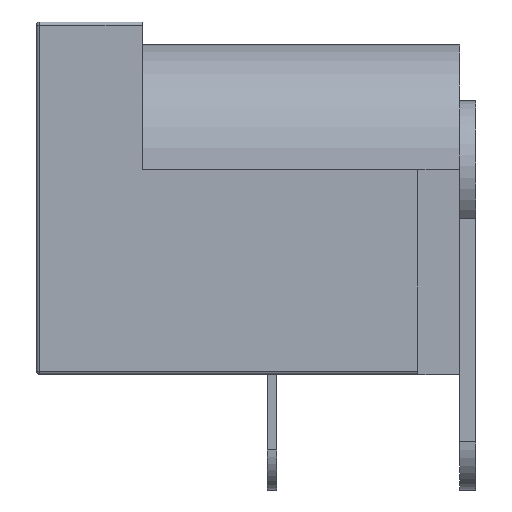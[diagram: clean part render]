
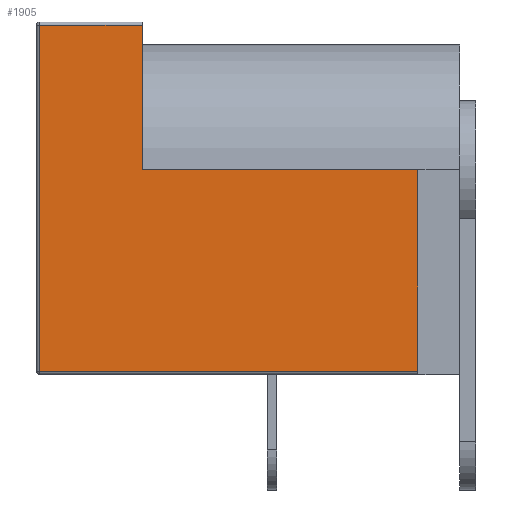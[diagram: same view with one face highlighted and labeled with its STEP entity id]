
A CAD part, front view. The second image highlights one B-rep face of the part: STEP entity #1905.
In plain terms, the highlighted planar face has unit normal (0, -1, 0).
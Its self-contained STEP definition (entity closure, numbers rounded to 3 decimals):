
#1119 = PLANE('',#1120);
#1120 = AXIS2_PLACEMENT_3D('',#1121,#1122,#1123);
#1121 = CARTESIAN_POINT('',(-1.3,0.,0.));
#1122 = DIRECTION('',(-1.,0.,0.));
#1123 = DIRECTION('',(0.,0.,1.));
#1145 = CYLINDRICAL_SURFACE('',#1146,0.1);
#1146 = AXIS2_PLACEMENT_3D('',#1147,#1148,#1149);
#1147 = CARTESIAN_POINT('',(-13.2,-4.4,-6.3));
#1148 = DIRECTION('',(-1.,0.,0.));
#1149 = DIRECTION('',(0.,0.,1.));
#1528 = PLANE('',#1529);
#1529 = AXIS2_PLACEMENT_3D('',#1530,#1531,#1532);
#1530 = CARTESIAN_POINT('',(-9.9,0.,0.));
#1531 = DIRECTION('',(-1.,0.,0.));
#1532 = DIRECTION('',(0.,0.,1.));
#1553 = VERTEX_POINT('',#1554);
#1554 = CARTESIAN_POINT('',(-9.9,-4.5,4.5));
#1573 = CYLINDRICAL_SURFACE('',#1574,0.1);
#1574 = AXIS2_PLACEMENT_3D('',#1575,#1576,#1577);
#1575 = CARTESIAN_POINT('',(-13.2,-4.4,4.5));
#1576 = DIRECTION('',(1.,0.,0.));
#1577 = DIRECTION('',(0.,0.,-1.));
#1585 = EDGE_CURVE('',#1586,#1553,#1588,.T.);
#1586 = VERTEX_POINT('',#1587);
#1587 = CARTESIAN_POINT('',(-9.9,-4.5,0.));
#1588 = SURFACE_CURVE('',#1589,(#1593,#1600),.PCURVE_S1.);
#1589 = LINE('',#1590,#1591);
#1590 = CARTESIAN_POINT('',(-9.9,-4.5,-6.4));
#1591 = VECTOR('',#1592,1.);
#1592 = DIRECTION('',(0.,0.,1.));
#1593 = PCURVE('',#1528,#1594);
#1594 = DEFINITIONAL_REPRESENTATION('',(#1595),#1599);
#1595 = LINE('',#1596,#1597);
#1596 = CARTESIAN_POINT('',(-6.4,-4.5));
#1597 = VECTOR('',#1598,1.);
#1598 = DIRECTION('',(1.,0.));
#1599 = ( GEOMETRIC_REPRESENTATION_CONTEXT(2) 
PARAMETRIC_REPRESENTATION_CONTEXT() REPRESENTATION_CONTEXT('2D SPACE',''
  ) );
#1600 = PCURVE('',#1601,#1606);
#1601 = PLANE('',#1602);
#1602 = AXIS2_PLACEMENT_3D('',#1603,#1604,#1605);
#1603 = CARTESIAN_POINT('',(-13.2,-4.5,-6.4));
#1604 = DIRECTION('',(0.,1.,-0.));
#1605 = DIRECTION('',(0.,0.,1.));
#1606 = DEFINITIONAL_REPRESENTATION('',(#1607),#1611);
#1607 = LINE('',#1608,#1609);
#1608 = CARTESIAN_POINT('',(0.,3.3));
#1609 = VECTOR('',#1610,1.);
#1610 = DIRECTION('',(1.,0.));
#1611 = ( GEOMETRIC_REPRESENTATION_CONTEXT(2) 
PARAMETRIC_REPRESENTATION_CONTEXT() REPRESENTATION_CONTEXT('2D SPACE',''
  ) );
#1629 = PLANE('',#1630);
#1630 = AXIS2_PLACEMENT_3D('',#1631,#1632,#1633);
#1631 = CARTESIAN_POINT('',(-1.3,4.5,0.));
#1632 = DIRECTION('',(0.,0.,-1.));
#1633 = DIRECTION('',(-1.,0.,-0.));
#1905 = ADVANCED_FACE('',(#1906),#1601,.F.);
#1906 = FACE_BOUND('',#1907,.T.);
#1907 = EDGE_LOOP('',(#1908,#1938,#1961,#1984,#2005,#2006));
#1908 = ORIENTED_EDGE('',*,*,#1909,.T.);
#1909 = EDGE_CURVE('',#1910,#1912,#1914,.T.);
#1910 = VERTEX_POINT('',#1911);
#1911 = CARTESIAN_POINT('',(-13.1,-4.5,4.5));
#1912 = VERTEX_POINT('',#1913);
#1913 = CARTESIAN_POINT('',(-13.1,-4.5,-6.3));
#1914 = SURFACE_CURVE('',#1915,(#1919,#1926),.PCURVE_S1.);
#1915 = LINE('',#1916,#1917);
#1916 = CARTESIAN_POINT('',(-13.1,-4.5,-6.4));
#1917 = VECTOR('',#1918,1.);
#1918 = DIRECTION('',(0.,-0.,-1.));
#1919 = PCURVE('',#1601,#1920);
#1920 = DEFINITIONAL_REPRESENTATION('',(#1921),#1925);
#1921 = LINE('',#1922,#1923);
#1922 = CARTESIAN_POINT('',(0.,0.1));
#1923 = VECTOR('',#1924,1.);
#1924 = DIRECTION('',(-1.,0.));
#1925 = ( GEOMETRIC_REPRESENTATION_CONTEXT(2) 
PARAMETRIC_REPRESENTATION_CONTEXT() REPRESENTATION_CONTEXT('2D SPACE',''
  ) );
#1926 = PCURVE('',#1927,#1932);
#1927 = CYLINDRICAL_SURFACE('',#1928,0.1);
#1928 = AXIS2_PLACEMENT_3D('',#1929,#1930,#1931);
#1929 = CARTESIAN_POINT('',(-13.1,-4.4,0.));
#1930 = DIRECTION('',(0.,0.,-1.));
#1931 = DIRECTION('',(-1.,0.,0.));
#1932 = DEFINITIONAL_REPRESENTATION('',(#1933),#1937);
#1933 = LINE('',#1934,#1935);
#1934 = CARTESIAN_POINT('',(4.712,6.4));
#1935 = VECTOR('',#1936,1.);
#1936 = DIRECTION('',(0.,1.));
#1937 = ( GEOMETRIC_REPRESENTATION_CONTEXT(2) 
PARAMETRIC_REPRESENTATION_CONTEXT() REPRESENTATION_CONTEXT('2D SPACE',''
  ) );
#1938 = ORIENTED_EDGE('',*,*,#1939,.T.);
#1939 = EDGE_CURVE('',#1912,#1940,#1942,.T.);
#1940 = VERTEX_POINT('',#1941);
#1941 = CARTESIAN_POINT('',(-1.3,-4.5,-6.3));
#1942 = SURFACE_CURVE('',#1943,(#1947,#1954),.PCURVE_S1.);
#1943 = LINE('',#1944,#1945);
#1944 = CARTESIAN_POINT('',(-1.3,-4.5,-6.3));
#1945 = VECTOR('',#1946,1.);
#1946 = DIRECTION('',(1.,-0.,0.));
#1947 = PCURVE('',#1601,#1948);
#1948 = DEFINITIONAL_REPRESENTATION('',(#1949),#1953);
#1949 = LINE('',#1950,#1951);
#1950 = CARTESIAN_POINT('',(0.1,11.9));
#1951 = VECTOR('',#1952,1.);
#1952 = DIRECTION('',(0.,1.));
#1953 = ( GEOMETRIC_REPRESENTATION_CONTEXT(2) 
PARAMETRIC_REPRESENTATION_CONTEXT() REPRESENTATION_CONTEXT('2D SPACE',''
  ) );
#1954 = PCURVE('',#1145,#1955);
#1955 = DEFINITIONAL_REPRESENTATION('',(#1956),#1960);
#1956 = LINE('',#1957,#1958);
#1957 = CARTESIAN_POINT('',(4.712,-11.9));
#1958 = VECTOR('',#1959,1.);
#1959 = DIRECTION('',(0.,-1.));
#1960 = ( GEOMETRIC_REPRESENTATION_CONTEXT(2) 
PARAMETRIC_REPRESENTATION_CONTEXT() REPRESENTATION_CONTEXT('2D SPACE',''
  ) );
#1961 = ORIENTED_EDGE('',*,*,#1962,.F.);
#1962 = EDGE_CURVE('',#1963,#1940,#1965,.T.);
#1963 = VERTEX_POINT('',#1964);
#1964 = CARTESIAN_POINT('',(-1.3,-4.5,0.));
#1965 = SURFACE_CURVE('',#1966,(#1970,#1977),.PCURVE_S1.);
#1966 = LINE('',#1967,#1968);
#1967 = CARTESIAN_POINT('',(-1.3,-4.5,-6.4));
#1968 = VECTOR('',#1969,1.);
#1969 = DIRECTION('',(-0.,-0.,-1.));
#1970 = PCURVE('',#1601,#1971);
#1971 = DEFINITIONAL_REPRESENTATION('',(#1972),#1976);
#1972 = LINE('',#1973,#1974);
#1973 = CARTESIAN_POINT('',(0.,11.9));
#1974 = VECTOR('',#1975,1.);
#1975 = DIRECTION('',(-1.,0.));
#1976 = ( GEOMETRIC_REPRESENTATION_CONTEXT(2) 
PARAMETRIC_REPRESENTATION_CONTEXT() REPRESENTATION_CONTEXT('2D SPACE',''
  ) );
#1977 = PCURVE('',#1119,#1978);
#1978 = DEFINITIONAL_REPRESENTATION('',(#1979),#1983);
#1979 = LINE('',#1980,#1981);
#1980 = CARTESIAN_POINT('',(-6.4,-4.5));
#1981 = VECTOR('',#1982,1.);
#1982 = DIRECTION('',(-1.,0.));
#1983 = ( GEOMETRIC_REPRESENTATION_CONTEXT(2) 
PARAMETRIC_REPRESENTATION_CONTEXT() REPRESENTATION_CONTEXT('2D SPACE',''
  ) );
#1984 = ORIENTED_EDGE('',*,*,#1985,.T.);
#1985 = EDGE_CURVE('',#1963,#1586,#1986,.T.);
#1986 = SURFACE_CURVE('',#1987,(#1991,#1998),.PCURVE_S1.);
#1987 = LINE('',#1988,#1989);
#1988 = CARTESIAN_POINT('',(-1.3,-4.5,0.));
#1989 = VECTOR('',#1990,1.);
#1990 = DIRECTION('',(-1.,-0.,-0.));
#1991 = PCURVE('',#1601,#1992);
#1992 = DEFINITIONAL_REPRESENTATION('',(#1993),#1997);
#1993 = LINE('',#1994,#1995);
#1994 = CARTESIAN_POINT('',(6.4,11.9));
#1995 = VECTOR('',#1996,1.);
#1996 = DIRECTION('',(0.,-1.));
#1997 = ( GEOMETRIC_REPRESENTATION_CONTEXT(2) 
PARAMETRIC_REPRESENTATION_CONTEXT() REPRESENTATION_CONTEXT('2D SPACE',''
  ) );
#1998 = PCURVE('',#1629,#1999);
#1999 = DEFINITIONAL_REPRESENTATION('',(#2000),#2004);
#2000 = LINE('',#2001,#2002);
#2001 = CARTESIAN_POINT('',(-0.,-9.));
#2002 = VECTOR('',#2003,1.);
#2003 = DIRECTION('',(1.,0.));
#2004 = ( GEOMETRIC_REPRESENTATION_CONTEXT(2) 
PARAMETRIC_REPRESENTATION_CONTEXT() REPRESENTATION_CONTEXT('2D SPACE',''
  ) );
#2005 = ORIENTED_EDGE('',*,*,#1585,.T.);
#2006 = ORIENTED_EDGE('',*,*,#2007,.T.);
#2007 = EDGE_CURVE('',#1553,#1910,#2008,.T.);
#2008 = SURFACE_CURVE('',#2009,(#2013,#2020),.PCURVE_S1.);
#2009 = LINE('',#2010,#2011);
#2010 = CARTESIAN_POINT('',(-13.2,-4.5,4.5));
#2011 = VECTOR('',#2012,1.);
#2012 = DIRECTION('',(-1.,-0.,-0.));
#2013 = PCURVE('',#1601,#2014);
#2014 = DEFINITIONAL_REPRESENTATION('',(#2015),#2019);
#2015 = LINE('',#2016,#2017);
#2016 = CARTESIAN_POINT('',(10.9,0.));
#2017 = VECTOR('',#2018,1.);
#2018 = DIRECTION('',(0.,-1.));
#2019 = ( GEOMETRIC_REPRESENTATION_CONTEXT(2) 
PARAMETRIC_REPRESENTATION_CONTEXT() REPRESENTATION_CONTEXT('2D SPACE',''
  ) );
#2020 = PCURVE('',#1573,#2021);
#2021 = DEFINITIONAL_REPRESENTATION('',(#2022),#2026);
#2022 = LINE('',#2023,#2024);
#2023 = CARTESIAN_POINT('',(4.712,0.));
#2024 = VECTOR('',#2025,1.);
#2025 = DIRECTION('',(0.,-1.));
#2026 = ( GEOMETRIC_REPRESENTATION_CONTEXT(2) 
PARAMETRIC_REPRESENTATION_CONTEXT() REPRESENTATION_CONTEXT('2D SPACE',''
  ) );
